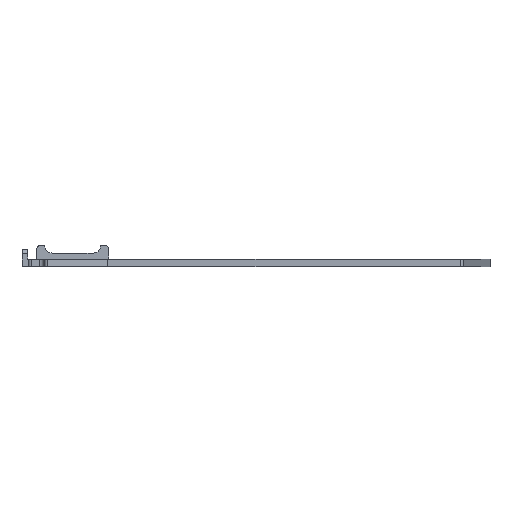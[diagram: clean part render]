
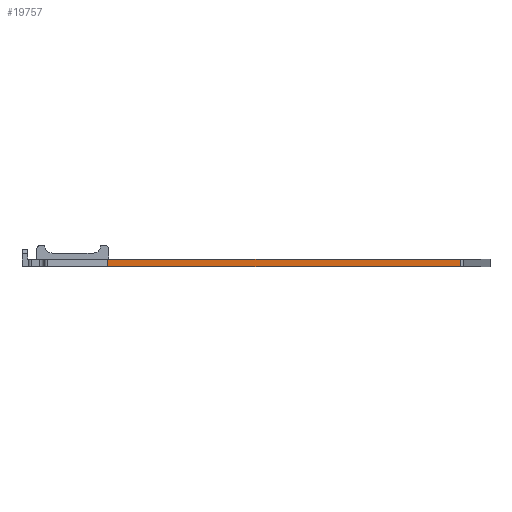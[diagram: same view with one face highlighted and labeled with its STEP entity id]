
A CAD part, front view. The second image highlights one B-rep face of the part: STEP entity #19757.
In plain terms, the highlighted planar face has unit normal (0, -1, 0).
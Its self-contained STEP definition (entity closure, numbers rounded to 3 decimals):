
#703=PLANE('',#21595);
#2116=FACE_OUTER_BOUND('',#3163,.T.);
#3163=EDGE_LOOP('',(#17772,#17773,#17774,#17775));
#3415=LINE('',#27807,#5474);
#5279=LINE('',#33090,#7338);
#5280=LINE('',#33093,#7339);
#5281=LINE('',#33094,#7340);
#5474=VECTOR('',#22039,10.);
#7338=VECTOR('',#27261,10.);
#7339=VECTOR('',#27264,10.);
#7340=VECTOR('',#27265,10.);
#8343=VERTEX_POINT('',#27804);
#8344=VERTEX_POINT('',#27806);
#10084=VERTEX_POINT('',#33088);
#10085=VERTEX_POINT('',#33092);
#10327=EDGE_CURVE('',#8344,#8343,#3415,.T.);
#12944=EDGE_CURVE('',#8343,#10084,#5279,.T.);
#12945=EDGE_CURVE('',#10085,#10084,#5280,.F.);
#12946=EDGE_CURVE('',#8344,#10085,#5281,.T.);
#17772=ORIENTED_EDGE('',*,*,#10327,.T.);
#17773=ORIENTED_EDGE('',*,*,#12944,.T.);
#17774=ORIENTED_EDGE('',*,*,#12945,.F.);
#17775=ORIENTED_EDGE('',*,*,#12946,.F.);
#19757=ADVANCED_FACE('',(#2116),#703,.T.);
#21595=AXIS2_PLACEMENT_3D('',#33091,#27262,#27263);
#22039=DIRECTION('',(1.,0.,0.));
#27261=DIRECTION('',(0.,0.,1.));
#27262=DIRECTION('center_axis',(0.,-1.,0.));
#27263=DIRECTION('ref_axis',(1.,0.,0.));
#27264=DIRECTION('',(-1.,0.,0.));
#27265=DIRECTION('',(0.,0.,1.));
#27804=CARTESIAN_POINT('',(197.625,-131.858,-2.));
#27806=CARTESIAN_POINT('',(105.563,-131.858,-2.));
#27807=CARTESIAN_POINT('',(125.329,-131.858,-2.));
#33088=CARTESIAN_POINT('',(197.625,-131.858,-0.1));
#33090=CARTESIAN_POINT('',(197.625,-131.858,-3.));
#33091=CARTESIAN_POINT('Origin',(105.563,-131.858,-3.));
#33092=CARTESIAN_POINT('',(105.563,-131.858,-0.1));
#33093=CARTESIAN_POINT('',(125.329,-131.858,-0.1));
#33094=CARTESIAN_POINT('',(105.563,-131.858,-3.));
